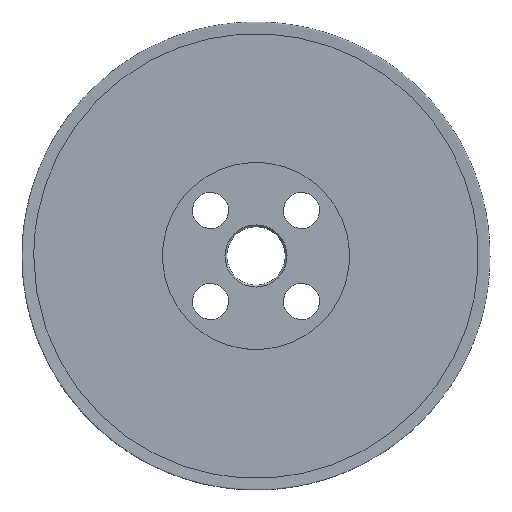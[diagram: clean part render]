
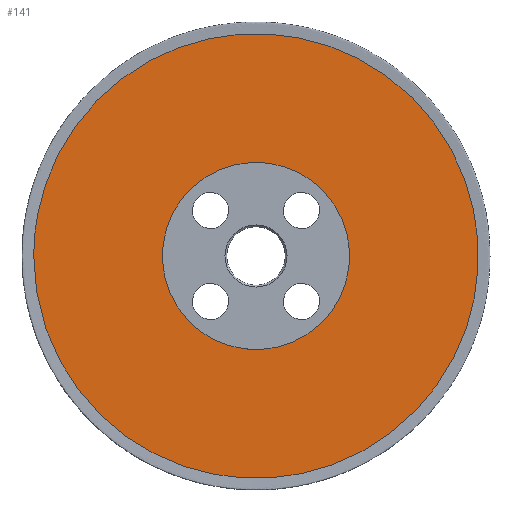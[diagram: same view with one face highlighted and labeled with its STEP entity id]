
A CAD part, top view. The second image highlights one B-rep face of the part: STEP entity #141.
In plain terms, the highlighted planar face has unit normal (0, 0, 1).
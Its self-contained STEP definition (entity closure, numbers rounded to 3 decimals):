
#141=ADVANCED_FACE('TB_SU_7',(#181,#182),#166,.T.);
#166=PLANE('',#594);
#181=FACE_BOUND('',#225,.T.);
#182=FACE_BOUND('',#226,.T.);
#225=EDGE_LOOP('',(#283));
#226=EDGE_LOOP('',(#284));
#283=ORIENTED_EDGE('',*,*,#406,.T.);
#284=ORIENTED_EDGE('',*,*,#405,.T.);
#369=VERTEX_POINT('',#832);
#370=VERTEX_POINT('',#835);
#405=EDGE_CURVE('',#369,#369,#449,.T.);
#406=EDGE_CURVE('',#370,#370,#450,.T.);
#449=CIRCLE('',#591,16.);
#450=CIRCLE('',#593,38.908);
#591=AXIS2_PLACEMENT_3D('',#831,#691,#692);
#593=AXIS2_PLACEMENT_3D('',#834,#695,#696);
#594=AXIS2_PLACEMENT_3D('',#836,#697,#698);
#691=DIRECTION('',(0.,0.,-1.));
#692=DIRECTION('',(0.292,0.956,0.));
#695=DIRECTION('',(0.,0.,1.));
#696=DIRECTION('',(-0.292,-0.956,0.));
#697=DIRECTION('',(0.,0.,1.));
#698=DIRECTION('',(-0.292,-0.956,0.));
#831=CARTESIAN_POINT('',(0.,0.,-0.4));
#832=CARTESIAN_POINT('',(4.678,15.301,-0.4));
#834=CARTESIAN_POINT('',(0.,0.,-0.4));
#835=CARTESIAN_POINT('',(-11.376,-37.208,-0.4));
#836=CARTESIAN_POINT('',(-39.108,0.,-0.4));
